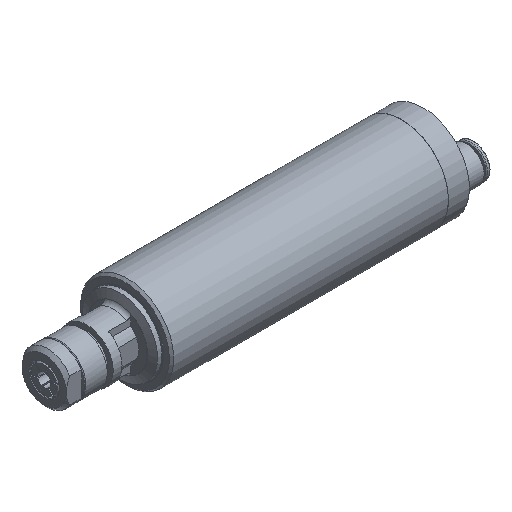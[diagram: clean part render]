
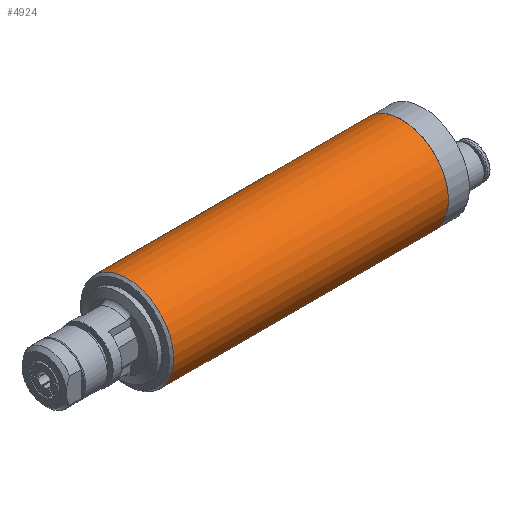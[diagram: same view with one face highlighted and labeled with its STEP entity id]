
A CAD part, isometric view. The second image highlights one B-rep face of the part: STEP entity #4924.
In plain terms, the highlighted cylindrical face has radius 21 mm (diameter 42 mm), a full revolution.
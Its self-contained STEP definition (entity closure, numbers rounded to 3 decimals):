
#865=FACE_BOUND('',#1520,.T.);
#967=CYLINDRICAL_SURFACE('',#5340,21.);
#1122=FACE_OUTER_BOUND('',#1519,.T.);
#1519=EDGE_LOOP('',(#3626));
#1520=EDGE_LOOP('',(#3627));
#1911=CIRCLE('',#5337,21.);
#1913=CIRCLE('',#5341,21.);
#2303=VERTEX_POINT('',#7725);
#2305=VERTEX_POINT('',#7731);
#2820=EDGE_CURVE('',#2303,#2303,#1911,.T.);
#2822=EDGE_CURVE('',#2305,#2305,#1913,.T.);
#3626=ORIENTED_EDGE('',*,*,#2822,.F.);
#3627=ORIENTED_EDGE('',*,*,#2820,.F.);
#4924=ADVANCED_FACE('',(#1122,#865),#967,.T.);
#5337=AXIS2_PLACEMENT_3D('',#7726,#6175,#6176);
#5340=AXIS2_PLACEMENT_3D('',#7730,#6181,#6182);
#5341=AXIS2_PLACEMENT_3D('',#7732,#6183,#6184);
#6175=DIRECTION('center_axis',(-1.,0.,0.));
#6176=DIRECTION('ref_axis',(0.,-1.,0.));
#6181=DIRECTION('center_axis',(1.,0.,0.));
#6182=DIRECTION('ref_axis',(0.,1.,0.));
#6183=DIRECTION('center_axis',(1.,0.,0.));
#6184=DIRECTION('ref_axis',(0.,1.,0.));
#7725=CARTESIAN_POINT('',(1.,21.,0.));
#7726=CARTESIAN_POINT('Origin',(1.,0.,0.));
#7730=CARTESIAN_POINT('Origin',(62.5,0.,0.));
#7731=CARTESIAN_POINT('',(125.,21.,0.));
#7732=CARTESIAN_POINT('Origin',(125.,0.,0.));
